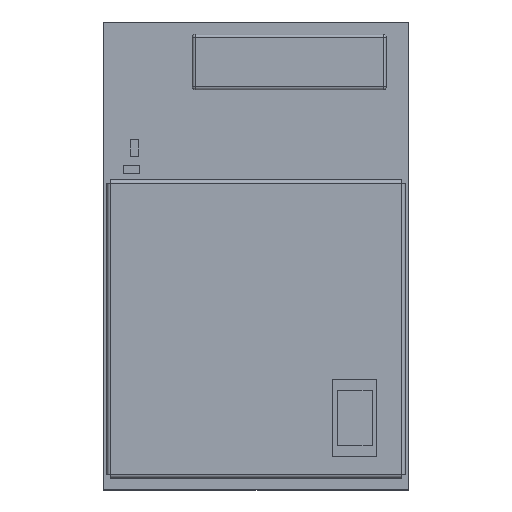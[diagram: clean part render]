
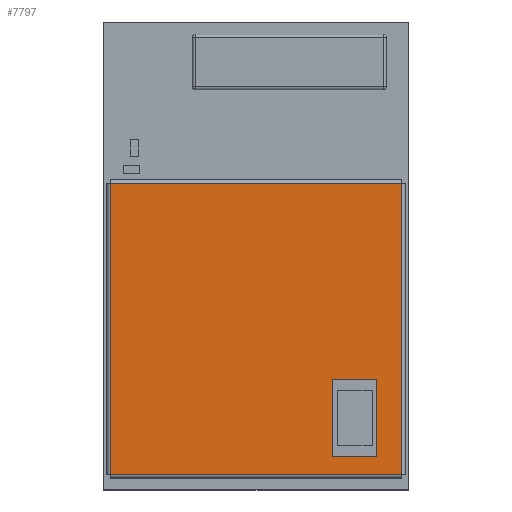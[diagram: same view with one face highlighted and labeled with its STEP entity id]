
A CAD part, top view. The second image highlights one B-rep face of the part: STEP entity #7797.
In plain terms, the highlighted face is planar.
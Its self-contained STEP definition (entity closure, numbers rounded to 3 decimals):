
#6890=DIRECTION('',(0.,0.,1.));
#6891=VECTOR('',#6890,2.8);
#6892=CARTESIAN_POINT('',(2.765,1.5,1.805));
#6893=LINE('',#6892,#6891);
#6897=DIRECTION('',(1.,0.,0.));
#6898=VECTOR('',#6897,1.6);
#6899=CARTESIAN_POINT('',(2.765,1.5,4.605));
#6900=LINE('',#6899,#6898);
#6904=DIRECTION('',(0.,0.,-1.));
#6905=VECTOR('',#6904,2.8);
#6906=CARTESIAN_POINT('',(4.365,1.5,4.605));
#6907=LINE('',#6906,#6905);
#6911=DIRECTION('',(-1.,0.,0.));
#6912=VECTOR('',#6911,1.6);
#6913=CARTESIAN_POINT('',(4.365,1.5,1.805));
#6914=LINE('',#6913,#6912);
#6918=DIRECTION('',(-1.,0.,0.));
#6919=VECTOR('',#6918,10.53);
#6920=CARTESIAN_POINT('',(5.265,1.5,-5.265));
#6921=LINE('',#6920,#6919);
#6925=DIRECTION('',(0.,0.,-1.));
#6926=VECTOR('',#6925,10.53);
#6927=CARTESIAN_POINT('',(5.265,1.5,5.265));
#6928=LINE('',#6927,#6926);
#6932=DIRECTION('',(1.,0.,0.));
#6933=VECTOR('',#6932,10.53);
#6934=CARTESIAN_POINT('',(-5.265,1.5,5.265));
#6935=LINE('',#6934,#6933);
#6939=DIRECTION('',(0.,0.,1.));
#6940=VECTOR('',#6939,10.53);
#6941=CARTESIAN_POINT('',(-5.265,1.5,-5.265));
#6942=LINE('',#6941,#6940);
#7394=CARTESIAN_POINT('',(5.265,1.5,-5.265));
#7395=VERTEX_POINT('',#7394);
#7403=CARTESIAN_POINT('',(-5.265,1.5,5.265));
#7405=VERTEX_POINT('',#7403);
#7422=CARTESIAN_POINT('',(2.765,1.5,1.805));
#7423=CARTESIAN_POINT('',(2.765,1.5,4.605));
#7424=VERTEX_POINT('',#7422);
#7425=VERTEX_POINT('',#7423);
#7426=CARTESIAN_POINT('',(4.365,1.5,4.605));
#7427=VERTEX_POINT('',#7426);
#7428=CARTESIAN_POINT('',(4.365,1.5,1.805));
#7429=VERTEX_POINT('',#7428);
#7465=CARTESIAN_POINT('',(5.265,1.5,5.265));
#7467=VERTEX_POINT('',#7465);
#7485=CARTESIAN_POINT('',(-5.265,1.5,-5.265));
#7487=VERTEX_POINT('',#7485);
#7773=CARTESIAN_POINT('',(0.,1.5,0.));
#7774=DIRECTION('',(0.,1.,0.));
#7775=DIRECTION('',(1.,0.,0.));
#7776=AXIS2_PLACEMENT_3D('',#7773,#7774,#7775);
#7777=PLANE('',#7776);
#7779=ORIENTED_EDGE('',*,*,#7778,.F.);
#7781=ORIENTED_EDGE('',*,*,#7780,.F.);
#7783=ORIENTED_EDGE('',*,*,#7782,.F.);
#7785=ORIENTED_EDGE('',*,*,#7784,.F.);
#7786=EDGE_LOOP('',(#7779,#7781,#7783,#7785));
#7787=FACE_OUTER_BOUND('',#7786,.F.);
#7788=ORIENTED_EDGE('',*,*,#7763,.T.);
#7790=ORIENTED_EDGE('',*,*,#7789,.T.);
#7792=ORIENTED_EDGE('',*,*,#7791,.T.);
#7794=ORIENTED_EDGE('',*,*,#7793,.T.);
#7795=EDGE_LOOP('',(#7788,#7790,#7792,#7794));
#7796=FACE_BOUND('',#7795,.F.);
#7763=EDGE_CURVE('',#7424,#7425,#6893,.T.);
#7778=EDGE_CURVE('',#7395,#7487,#6921,.T.);
#7780=EDGE_CURVE('',#7467,#7395,#6928,.T.);
#7782=EDGE_CURVE('',#7405,#7467,#6935,.T.);
#7784=EDGE_CURVE('',#7487,#7405,#6942,.T.);
#7789=EDGE_CURVE('',#7425,#7427,#6900,.T.);
#7791=EDGE_CURVE('',#7427,#7429,#6907,.T.);
#7793=EDGE_CURVE('',#7429,#7424,#6914,.T.);
#7797=ADVANCED_FACE('',(#7787,#7796),#7777,.T.);
